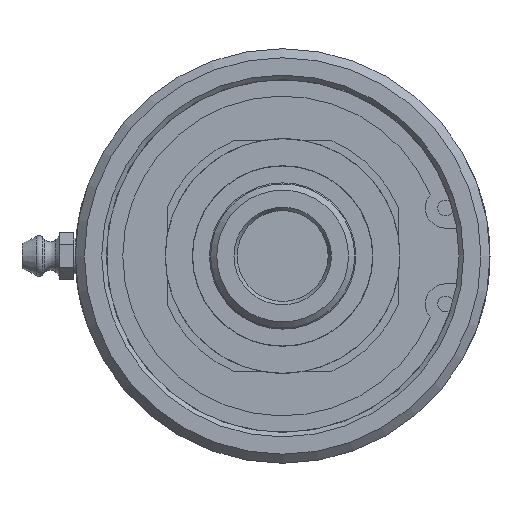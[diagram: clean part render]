
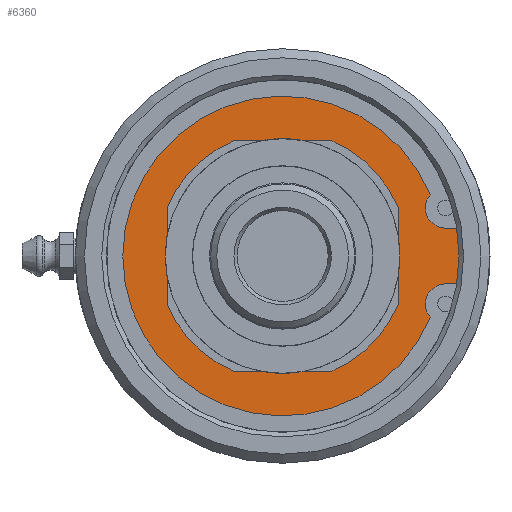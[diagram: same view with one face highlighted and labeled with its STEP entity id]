
A CAD part, left-side view. The second image highlights one B-rep face of the part: STEP entity #6360.
In plain terms, the highlighted planar face has unit normal (-1, 0, 0).
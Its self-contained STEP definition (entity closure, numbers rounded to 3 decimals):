
#554=LINE('',#9282,#939);
#558=LINE('',#9289,#943);
#562=LINE('',#9296,#947);
#566=LINE('',#9303,#951);
#575=LINE('',#9374,#960);
#576=LINE('',#9381,#961);
#939=VECTOR('',#7466,10.);
#943=VECTOR('',#7472,10.);
#947=VECTOR('',#7478,10.);
#951=VECTOR('',#7484,10.);
#960=VECTOR('',#7581,10.);
#961=VECTOR('',#7588,10.);
#1479=FACE_BOUND('',#1955,.T.);
#1572=FACE_OUTER_BOUND('',#1954,.T.);
#1954=EDGE_LOOP('',(#4489,#4490,#4491,#4492,#4493,#4494,#4495));
#1955=EDGE_LOOP('',(#4496,#4497,#4498,#4499,#4500,#4501,#4502,#4503));
#2318=CIRCLE('',#6722,33.45);
#2320=CIRCLE('',#6724,33.45);
#2341=CIRCLE('',#6761,22.05);
#2363=CIRCLE('',#6791,22.05);
#2364=CIRCLE('',#6793,22.05);
#2367=CIRCLE('',#6797,22.05);
#2393=CIRCLE('',#6846,3.556);
#2394=CIRCLE('',#6847,28.142);
#2395=CIRCLE('',#6848,3.556);
#2595=VERTEX_POINT('',#8766);
#2596=VERTEX_POINT('',#8768);
#2599=VERTEX_POINT('',#8774);
#2631=VERTEX_POINT('',#9196);
#2632=VERTEX_POINT('',#9198);
#2652=VERTEX_POINT('',#9253);
#2655=VERTEX_POINT('',#9258);
#2657=VERTEX_POINT('',#9263);
#2658=VERTEX_POINT('',#9265);
#2660=VERTEX_POINT('',#9271);
#2663=VERTEX_POINT('',#9276);
#2688=VERTEX_POINT('',#9373);
#2689=VERTEX_POINT('',#9375);
#2690=VERTEX_POINT('',#9377);
#2691=VERTEX_POINT('',#9379);
#3256=EDGE_CURVE('',#2595,#2596,#2318,.T.);
#3260=EDGE_CURVE('',#2599,#2595,#2320,.T.);
#3301=EDGE_CURVE('',#2632,#2631,#2341,.T.);
#3331=EDGE_CURVE('',#2652,#2655,#2363,.T.);
#3333=EDGE_CURVE('',#2658,#2657,#2364,.T.);
#3339=EDGE_CURVE('',#2660,#2663,#2367,.T.);
#3341=EDGE_CURVE('',#2663,#2658,#554,.T.);
#3345=EDGE_CURVE('',#2655,#2660,#558,.T.);
#3349=EDGE_CURVE('',#2657,#2632,#562,.T.);
#3353=EDGE_CURVE('',#2631,#2652,#566,.T.);
#3387=EDGE_CURVE('',#2599,#2688,#575,.T.);
#3388=EDGE_CURVE('',#2688,#2689,#2393,.T.);
#3389=EDGE_CURVE('',#2689,#2690,#2394,.T.);
#3390=EDGE_CURVE('',#2690,#2691,#2395,.T.);
#3391=EDGE_CURVE('',#2691,#2596,#576,.T.);
#4489=ORIENTED_EDGE('',*,*,#3387,.T.);
#4490=ORIENTED_EDGE('',*,*,#3388,.T.);
#4491=ORIENTED_EDGE('',*,*,#3389,.T.);
#4492=ORIENTED_EDGE('',*,*,#3390,.T.);
#4493=ORIENTED_EDGE('',*,*,#3391,.T.);
#4494=ORIENTED_EDGE('',*,*,#3256,.F.);
#4495=ORIENTED_EDGE('',*,*,#3260,.F.);
#4496=ORIENTED_EDGE('',*,*,#3341,.T.);
#4497=ORIENTED_EDGE('',*,*,#3333,.T.);
#4498=ORIENTED_EDGE('',*,*,#3349,.T.);
#4499=ORIENTED_EDGE('',*,*,#3301,.T.);
#4500=ORIENTED_EDGE('',*,*,#3353,.T.);
#4501=ORIENTED_EDGE('',*,*,#3331,.T.);
#4502=ORIENTED_EDGE('',*,*,#3345,.T.);
#4503=ORIENTED_EDGE('',*,*,#3339,.T.);
#6198=PLANE('',#6845);
#6360=ADVANCED_FACE('',(#1572,#1479),#6198,.T.);
#6722=AXIS2_PLACEMENT_3D('',#8769,#7287,#7288);
#6724=AXIS2_PLACEMENT_3D('',#8776,#7293,#7294);
#6761=AXIS2_PLACEMENT_3D('',#9199,#7377,#7378);
#6791=AXIS2_PLACEMENT_3D('',#9260,#7445,#7446);
#6793=AXIS2_PLACEMENT_3D('',#9266,#7450,#7451);
#6797=AXIS2_PLACEMENT_3D('',#9278,#7461,#7462);
#6845=AXIS2_PLACEMENT_3D('',#9372,#7579,#7580);
#6846=AXIS2_PLACEMENT_3D('',#9376,#7582,#7583);
#6847=AXIS2_PLACEMENT_3D('',#9378,#7584,#7585);
#6848=AXIS2_PLACEMENT_3D('',#9380,#7586,#7587);
#7287=DIRECTION('center_axis',(1.,0.,0.));
#7288=DIRECTION('ref_axis',(0.,1.,0.));
#7293=DIRECTION('center_axis',(1.,0.,0.));
#7294=DIRECTION('ref_axis',(0.,1.,0.));
#7377=DIRECTION('center_axis',(1.,0.,0.));
#7378=DIRECTION('ref_axis',(0.,1.,0.));
#7445=DIRECTION('center_axis',(1.,0.,0.));
#7446=DIRECTION('ref_axis',(0.,1.,0.));
#7450=DIRECTION('center_axis',(1.,0.,0.));
#7451=DIRECTION('ref_axis',(0.,1.,0.));
#7461=DIRECTION('center_axis',(1.,0.,0.));
#7462=DIRECTION('ref_axis',(0.,1.,0.));
#7466=DIRECTION('',(0.,0.,1.));
#7472=DIRECTION('',(0.,1.,0.));
#7478=DIRECTION('',(0.,-1.,0.));
#7484=DIRECTION('',(0.,0.,-1.));
#7579=DIRECTION('center_axis',(-1.,0.,0.));
#7580=DIRECTION('ref_axis',(0.,0.,1.));
#7581=DIRECTION('',(0.,1.,0.));
#7582=DIRECTION('center_axis',(1.,0.,0.));
#7583=DIRECTION('ref_axis',(0.,0.754,0.657));
#7584=DIRECTION('center_axis',(-1.,0.,0.));
#7585=DIRECTION('ref_axis',(0.,0.924,-0.384));
#7586=DIRECTION('center_axis',(1.,0.,0.));
#7587=DIRECTION('ref_axis',(0.,0.,1.));
#7588=DIRECTION('',(0.,-1.,0.));
#8766=CARTESIAN_POINT('',(4.7,-33.45,0.));
#8768=CARTESIAN_POINT('',(4.7,-33.089,-4.902));
#8769=CARTESIAN_POINT('Origin',(4.7,0.,0.));
#8774=CARTESIAN_POINT('',(4.7,-33.089,4.902));
#8776=CARTESIAN_POINT('Origin',(4.7,0.,0.));
#9196=CARTESIAN_POINT('',(4.7,-20.345,8.502));
#9198=CARTESIAN_POINT('',(4.7,-8.502,20.345));
#9199=CARTESIAN_POINT('Origin',(4.7,0.,0.));
#9253=CARTESIAN_POINT('',(4.7,-20.345,-8.502));
#9258=CARTESIAN_POINT('',(4.7,-8.502,-20.345));
#9260=CARTESIAN_POINT('Origin',(4.7,0.,0.));
#9263=CARTESIAN_POINT('',(4.7,8.502,20.345));
#9265=CARTESIAN_POINT('',(4.7,20.345,8.502));
#9266=CARTESIAN_POINT('Origin',(4.7,0.,0.));
#9271=CARTESIAN_POINT('',(4.7,8.502,-20.345));
#9276=CARTESIAN_POINT('',(4.7,20.345,-8.502));
#9278=CARTESIAN_POINT('Origin',(4.7,0.,0.));
#9282=CARTESIAN_POINT('',(4.7,20.345,-4.251));
#9289=CARTESIAN_POINT('',(4.7,7.887,-20.345));
#9296=CARTESIAN_POINT('',(4.7,16.388,20.345));
#9303=CARTESIAN_POINT('',(4.7,-20.345,4.251));
#9372=CARTESIAN_POINT('Origin',(4.7,24.275,0.));
#9373=CARTESIAN_POINT('',(4.7,-28.672,4.902));
#9374=CARTESIAN_POINT('',(4.7,-2.199,4.902));
#9375=CARTESIAN_POINT('',(4.7,-25.99,10.793));
#9376=CARTESIAN_POINT('Origin',(4.7,-28.672,8.458));
#9377=CARTESIAN_POINT('',(4.7,-25.99,-10.793));
#9378=CARTESIAN_POINT('Origin',(4.7,0.,0.));
#9379=CARTESIAN_POINT('',(4.7,-28.672,-4.902));
#9380=CARTESIAN_POINT('Origin',(4.7,-28.672,-8.458));
#9381=CARTESIAN_POINT('',(4.7,-4.407,-4.902));
